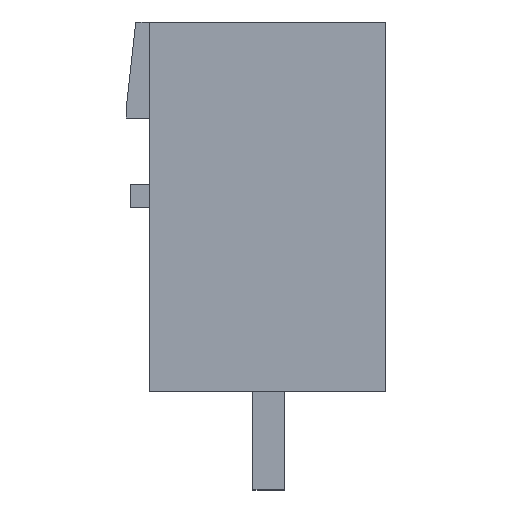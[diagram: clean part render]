
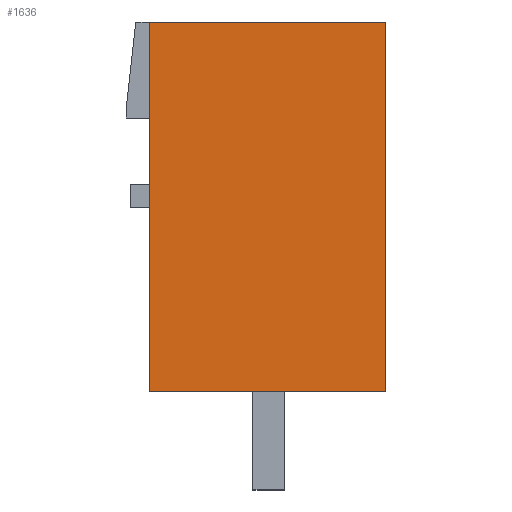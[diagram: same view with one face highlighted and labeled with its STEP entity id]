
A CAD part, left-side view. The second image highlights one B-rep face of the part: STEP entity #1636.
In plain terms, the highlighted planar face has unit normal (-1, 0, 0).
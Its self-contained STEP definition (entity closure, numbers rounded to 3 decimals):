
#1616=AXIS2_PLACEMENT_3D('Plane Axis2P3D',#1613,#1614,#1615) ;
#913=CARTESIAN_POINT('Vertex',(0.,0.,3.2)) ;
#916=CARTESIAN_POINT('Line Origine',(0.,3.84,3.2)) ;
#920=CARTESIAN_POINT('Vertex',(0.,7.68,3.2)) ;
#1357=CARTESIAN_POINT('Vertex',(0.,0.,15.2)) ;
#1360=CARTESIAN_POINT('Line Origine',(0.,0.,9.2)) ;
#1613=CARTESIAN_POINT('Axis2P3D Location',(0.,-1.5,3.2)) ;
#1618=CARTESIAN_POINT('Line Origine',(0.,7.68,9.2)) ;
#1622=CARTESIAN_POINT('Vertex',(0.,7.68,15.2)) ;
#1625=CARTESIAN_POINT('Line Origine',(0.,3.84,15.2)) ;
#917=DIRECTION('Vector Direction',(0.,-1.,0.)) ;
#1361=DIRECTION('Vector Direction',(0.,0.,-1.)) ;
#1614=DIRECTION('Axis2P3D Direction',(-1.,0.,0.)) ;
#1615=DIRECTION('Axis2P3D XDirection',(0.,0.,1.)) ;
#1619=DIRECTION('Vector Direction',(0.,0.,-1.)) ;
#1626=DIRECTION('Vector Direction',(0.,-1.,0.)) ;
#918=VECTOR('Line Direction',#917,1.) ;
#1362=VECTOR('Line Direction',#1361,1.) ;
#1620=VECTOR('Line Direction',#1619,1.) ;
#1627=VECTOR('Line Direction',#1626,1.) ;
#1631=ORIENTED_EDGE('',*,*,#1624,.T.) ;
#1632=ORIENTED_EDGE('',*,*,#922,.T.) ;
#1633=ORIENTED_EDGE('',*,*,#1364,.T.) ;
#1634=ORIENTED_EDGE('',*,*,#1629,.T.) ;
#1636=ADVANCED_FACE('HOUSING',(#1635),#1617,.T.) ;
#922=EDGE_CURVE('',#921,#914,#919,.T.) ;
#1364=EDGE_CURVE('',#914,#1358,#1363,.F.) ;
#1624=EDGE_CURVE('',#1623,#921,#1621,.T.) ;
#1629=EDGE_CURVE('',#1358,#1623,#1628,.F.) ;
#1630=EDGE_LOOP('',(#1631,#1632,#1633,#1634)) ;
#1635=FACE_OUTER_BOUND('',#1630,.T.) ;
#919=LINE('Line',#916,#918) ;
#1363=LINE('Line',#1360,#1362) ;
#1621=LINE('Line',#1618,#1620) ;
#1628=LINE('Line',#1625,#1627) ;
#1617=PLANE('',#1616) ;
#914=VERTEX_POINT('',#913) ;
#921=VERTEX_POINT('',#920) ;
#1358=VERTEX_POINT('',#1357) ;
#1623=VERTEX_POINT('',#1622) ;
